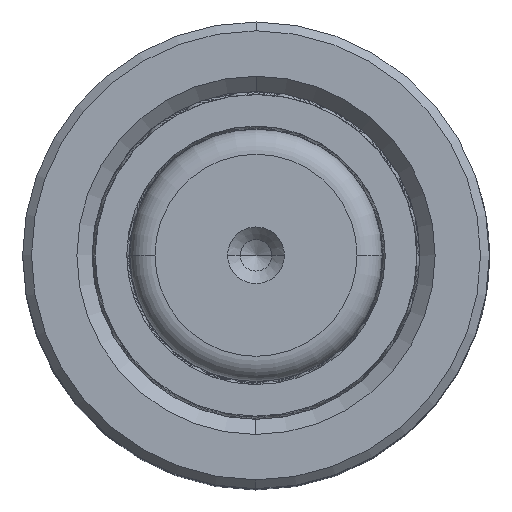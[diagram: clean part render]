
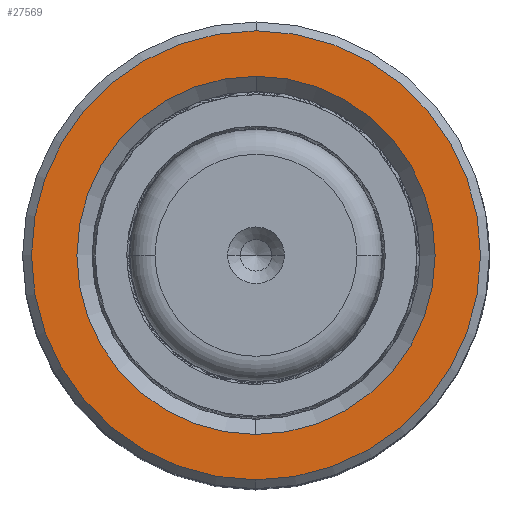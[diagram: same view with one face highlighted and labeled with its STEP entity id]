
A CAD part, top view. The second image highlights one B-rep face of the part: STEP entity #27569.
In plain terms, the highlighted planar face has unit normal (0, 0, 1).
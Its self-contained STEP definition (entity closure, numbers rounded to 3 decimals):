
#561 = EDGE_CURVE ( 'NONE', #11074, #1960, #6242, .T. ) ;
#562 = EDGE_CURVE ( 'NONE', #1960, #11074, #10299, .T. ) ;
#1577 = DIRECTION ( 'NONE',  ( 0., 0., 1. ) ) ;
#1960 = VERTEX_POINT ( 'NONE', #35794 ) ;
#2583 = CARTESIAN_POINT ( 'NONE',  ( -14.2, 0., 60. ) ) ;
#4106 = ORIENTED_EDGE ( 'NONE', *, *, #27875, .T. ) ;
#6242 = CIRCLE ( 'NONE', #24991, 14.2 ) ;
#7281 = VERTEX_POINT ( 'NONE', #17624 ) ;
#7701 = DIRECTION ( 'NONE',  ( 1., 0., 0. ) ) ;
#7711 = DIRECTION ( 'NONE',  ( 1., 0., 0. ) ) ;
#8775 = AXIS2_PLACEMENT_3D ( 'NONE', #30602, #25040, #16134 ) ;
#10299 = CIRCLE ( 'NONE', #31529, 14.2 ) ;
#11074 = VERTEX_POINT ( 'NONE', #2583 ) ;
#11304 = VERTEX_POINT ( 'NONE', #26651 ) ;
#14298 = FACE_BOUND ( 'NONE', #35157, .T. ) ;
#15819 = DIRECTION ( 'NONE',  ( 0., 0., -1. ) ) ;
#16134 = DIRECTION ( 'NONE',  ( 1., 0., 0. ) ) ;
#17624 = CARTESIAN_POINT ( 'NONE',  ( 17.8, 0., 60. ) ) ;
#17851 = CIRCLE ( 'NONE', #19075, 17.8 ) ;
#18945 = CARTESIAN_POINT ( 'NONE',  ( 0., 0., 60. ) ) ;
#19075 = AXIS2_PLACEMENT_3D ( 'NONE', #22061, #22442, #7711 ) ;
#21701 = AXIS2_PLACEMENT_3D ( 'NONE', #18945, #1577, #21889 ) ;
#21889 = DIRECTION ( 'NONE',  ( 1., 0., 0. ) ) ;
#22061 = CARTESIAN_POINT ( 'NONE',  ( 0., 0., 60. ) ) ;
#22442 = DIRECTION ( 'NONE',  ( 0., 0., 1. ) ) ;
#22499 = CIRCLE ( 'NONE', #8775, 17.8 ) ;
#23928 = EDGE_LOOP ( 'NONE', ( #4106, #34609 ) ) ;
#24991 = AXIS2_PLACEMENT_3D ( 'NONE', #30416, #25119, #7701 ) ;
#25040 = DIRECTION ( 'NONE',  ( 0., 0., 1. ) ) ;
#25119 = DIRECTION ( 'NONE',  ( 0., 0., -1. ) ) ;
#26651 = CARTESIAN_POINT ( 'NONE',  ( -17.8, 0., 60. ) ) ;
#27569 = ADVANCED_FACE ( 'NONE', ( #34293, #14298 ), #36333, .T. ) ;
#27875 = EDGE_CURVE ( 'NONE', #11304, #7281, #22499, .T. ) ;
#27906 = ORIENTED_EDGE ( 'NONE', *, *, #561, .T. ) ;
#30416 = CARTESIAN_POINT ( 'NONE',  ( 0., 0., 60. ) ) ;
#30466 = EDGE_CURVE ( 'NONE', #7281, #11304, #17851, .T. ) ;
#30602 = CARTESIAN_POINT ( 'NONE',  ( 0., 0., 60. ) ) ;
#30938 = CARTESIAN_POINT ( 'NONE',  ( 0., 0., 60. ) ) ;
#31529 = AXIS2_PLACEMENT_3D ( 'NONE', #30938, #15819, #36111 ) ;
#34293 = FACE_OUTER_BOUND ( 'NONE', #23928, .T. ) ;
#34609 = ORIENTED_EDGE ( 'NONE', *, *, #30466, .T. ) ;
#35157 = EDGE_LOOP ( 'NONE', ( #36624, #27906 ) ) ;
#35794 = CARTESIAN_POINT ( 'NONE',  ( 14.2, 0., 60. ) ) ;
#36111 = DIRECTION ( 'NONE',  ( 1., 0., 0. ) ) ;
#36333 = PLANE ( 'NONE',  #21701 ) ;
#36624 = ORIENTED_EDGE ( 'NONE', *, *, #562, .T. ) ;
